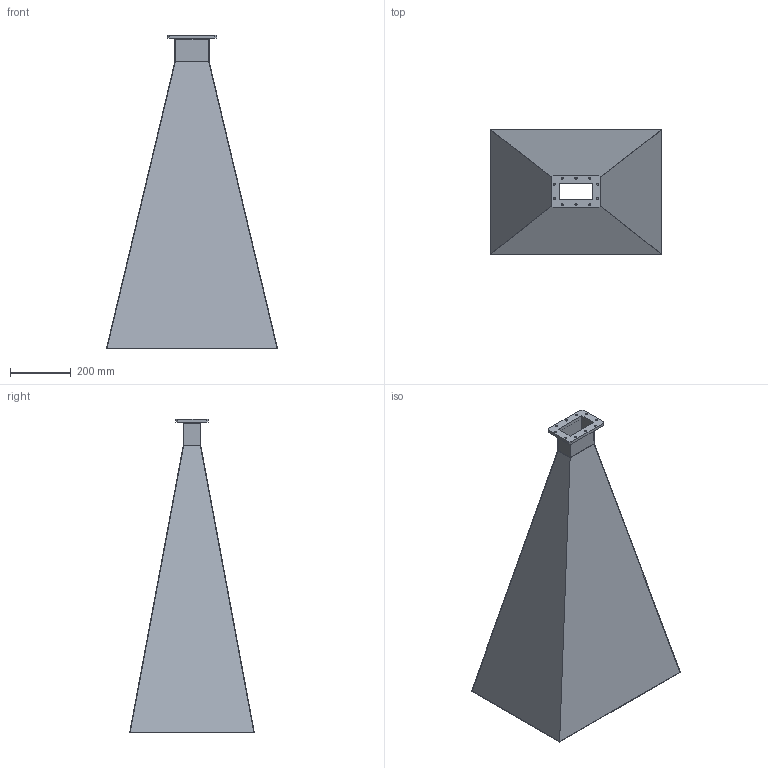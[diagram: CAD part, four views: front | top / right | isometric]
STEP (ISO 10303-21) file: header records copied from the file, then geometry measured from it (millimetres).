
FILE_DESCRIPTION (( 'STEP AP203' ), '1' );
FILE_NAME ('PE9864-20.step', '2018-05-23T17:17:43', ( '' ), ( '' ), 'SwSTEP 2.0', 'SolidWorks 2017', '' );
FILE_SCHEMA (( 'CONFIG_CONTROL_DESIGN' ));
Length unit declared in the file: inch
Products named in the file (1): PE9864-20
Bounding box: 561.85 x 409.45 x 1028.7 mm (x, y, z)
Volume: 1807779.4 mm3; surface area: 2271454.9 mm2
Topology: 1 solids, 1 shells, 55 faces, 148 edges, 92 vertices
Faces by surface type: plane 27, cylinder 24, torus 4
Entity records: 1821 total; most frequent: CARTESIAN_POINT 304, DIRECTION 304, ORIENTED_EDGE 288, EDGE_CURVE 144, AXIS2_PLACEMENT_3D 108, VERTEX_POINT 92, VECTOR 88, LINE 88
